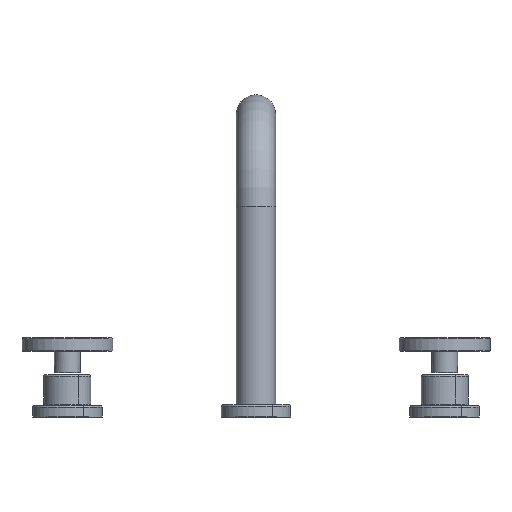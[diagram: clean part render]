
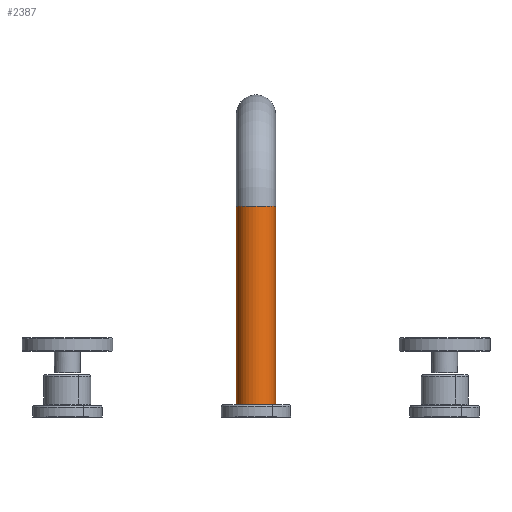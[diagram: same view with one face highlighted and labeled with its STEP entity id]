
A CAD part, top view. The second image highlights one B-rep face of the part: STEP entity #2387.
In plain terms, the highlighted cylindrical face has radius 13 mm (diameter 26 mm), a partial arc.
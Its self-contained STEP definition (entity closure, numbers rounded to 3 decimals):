
#2055=CARTESIAN_POINT('Axis2P3D Location',(0.,46.,0.)) ;
#2059=CARTESIAN_POINT('Vertex',(-13.,46.,0.)) ;
#2061=CARTESIAN_POINT('Vertex',(13.,46.,0.)) ;
#2264=CARTESIAN_POINT('Axis2P3D Location',(0.,179.,0.)) ;
#2268=CARTESIAN_POINT('Vertex',(-13.,179.,0.)) ;
#2270=CARTESIAN_POINT('Vertex',(13.,179.,0.)) ;
#2366=CARTESIAN_POINT('Axis2P3D Location',(0.,112.5,0.)) ;
#2371=CARTESIAN_POINT('Line Origine',(-13.,112.5,0.)) ;
#2376=CARTESIAN_POINT('Line Origine',(13.,112.5,0.)) ;
#2373=VECTOR('Line Direction',#2372,1.) ;
#2378=VECTOR('Line Direction',#2377,1.) ;
#2056=DIRECTION('Axis2P3D Direction',(0.,1.,-0.)) ;
#2265=DIRECTION('Axis2P3D Direction',(0.,1.,0.)) ;
#2367=DIRECTION('Axis2P3D Direction',(0.,1.,-0.)) ;
#2368=DIRECTION('Axis2P3D XDirection',(-1.,0.,0.)) ;
#2372=DIRECTION('Vector Direction',(0.,1.,0.)) ;
#2377=DIRECTION('Vector Direction',(0.,1.,0.)) ;
#2057=AXIS2_PLACEMENT_3D('Circle Axis2P3D',#2055,#2056,$) ;
#2266=AXIS2_PLACEMENT_3D('Circle Axis2P3D',#2264,#2265,$) ;
#2369=AXIS2_PLACEMENT_3D('Cylinder Axis2P3D',#2366,#2367,#2368) ;
#2374=LINE('Line',#2371,#2373) ;
#2379=LINE('Line',#2376,#2378) ;
#2058=CIRCLE('generated circle',#2057,13.) ;
#2267=CIRCLE('generated circle',#2266,13.) ;
#2370=CYLINDRICAL_SURFACE('generated cylinder',#2369,13.) ;
#2063=EDGE_CURVE('',#2060,#2062,#2058,.T.) ;
#2272=EDGE_CURVE('',#2269,#2271,#2267,.T.) ;
#2375=EDGE_CURVE('',#2060,#2269,#2374,.T.) ;
#2380=EDGE_CURVE('',#2062,#2271,#2379,.T.) ;
#2382=ORIENTED_EDGE('',*,*,#2375,.F.) ;
#2383=ORIENTED_EDGE('',*,*,#2063,.T.) ;
#2384=ORIENTED_EDGE('',*,*,#2380,.T.) ;
#2385=ORIENTED_EDGE('',*,*,#2272,.F.) ;
#2381=EDGE_LOOP('',(#2382,#2383,#2384,#2385)) ;
#2060=VERTEX_POINT('',#2059) ;
#2062=VERTEX_POINT('',#2061) ;
#2269=VERTEX_POINT('',#2268) ;
#2271=VERTEX_POINT('',#2270) ;
#2387=ADVANCED_FACE('PR.0513.00_AllCATPart.1\\PR9A475.1\\P46465.1\\PartBody',(#2386),#2370,.T.) ;
#2386=FACE_OUTER_BOUND('',#2381,.T.) ;
